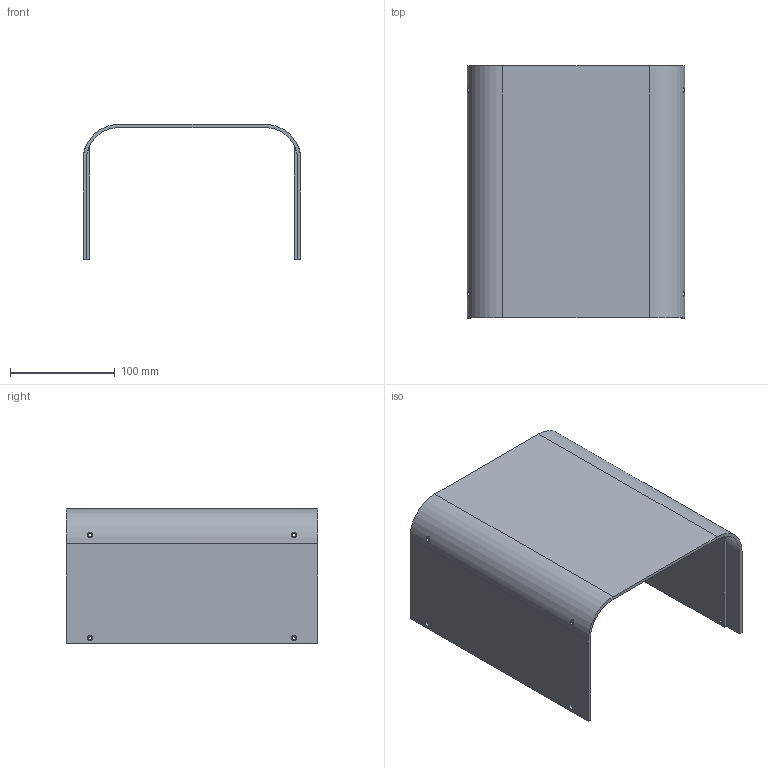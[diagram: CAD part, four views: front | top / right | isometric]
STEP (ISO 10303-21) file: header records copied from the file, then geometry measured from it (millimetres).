
FILE_DESCRIPTION(('FreeCAD Model'),'2;1');
FILE_NAME('Open CASCADE Shape Model','2025-08-10T14:46:25',(''),(''), 'Open CASCADE STEP processor 7.8','FreeCAD','Unknown');
FILE_SCHEMA(('AUTOMOTIVE_DESIGN { 1 0 10303 214 1 1 1 1 }'));
Length unit declared in the file: millimetre
Products named in the file (1): BodyCaseCover
Bounding box: 207.2 x 240 x 128.6 mm (x, y, z)
Volume: 436224.9 mm3; surface area: 214802.8 mm2
Topology: 1 solids, 1 shells, 60 faces, 166 edges, 108 vertices
Faces by surface type: plane 32, cylinder 28
Full cylindrical faces by diameter (mm): 3 x8, 5 x8
Entity records: 2636 total; most frequent: CARTESIAN_POINT 1019, ORIENTED_EDGE 332, DIRECTION 316, EDGE_CURVE 166, AXIS2_PLACEMENT_3D 109, VERTEX_POINT 108, LINE 98, VECTOR 98
